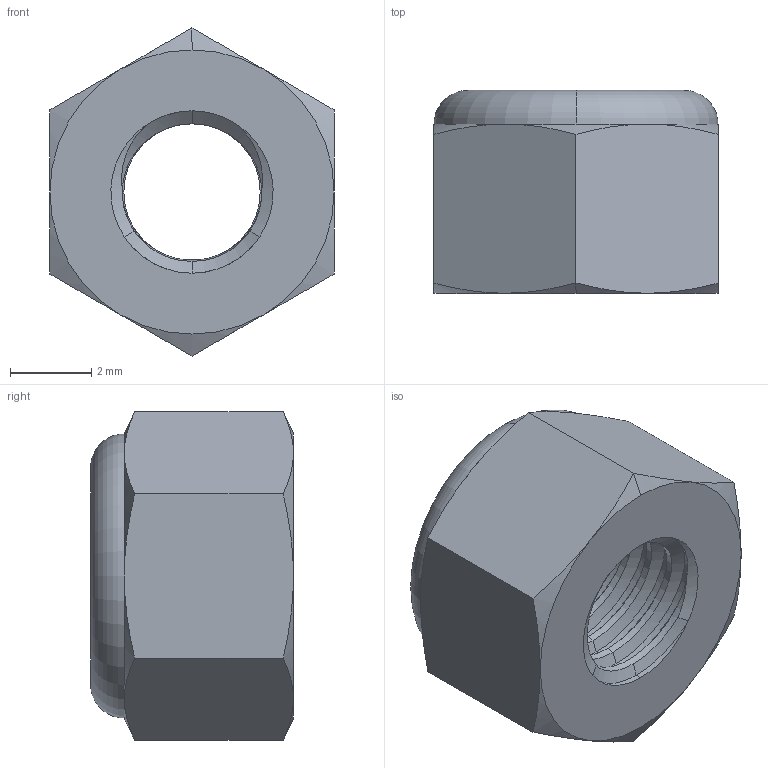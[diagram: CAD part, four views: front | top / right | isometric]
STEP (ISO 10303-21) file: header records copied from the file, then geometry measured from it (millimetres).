
FILE_DESCRIPTION (( 'STEP AP214' ), '1' );
FILE_NAME ('M4 locknut detailed.STEP', '2015-10-21T00:41:08', ( '' ), ( '' ), 'SwSTEP 2.0', 'SolidWorks 2015', '' );
FILE_SCHEMA (( 'AUTOMOTIVE_DESIGN' ));
Length unit declared in the file: millimetre
Products named in the file (1): M4 locknut detailed
Bounding box: 7 x 5 x 8.08 mm (x, y, z)
Volume: 147.3 mm3; surface area: 352.6 mm2
Topology: 2 solids, 2 shells, 91 faces, 196 edges, 111 vertices
Faces by surface type: cone 42, cylinder 31, plane 12, torus 6
Entity records: 3133 total; most frequent: CARTESIAN_POINT 1206, ORIENTED_EDGE 392, DIRECTION 390, EDGE_CURVE 196, AXIS2_PLACEMENT_3D 167, VERTEX_POINT 111, EDGE_LOOP 97, FACE_OUTER_BOUND 91
